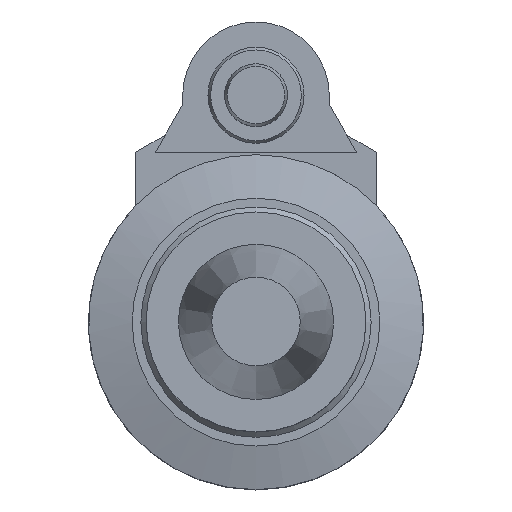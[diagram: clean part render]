
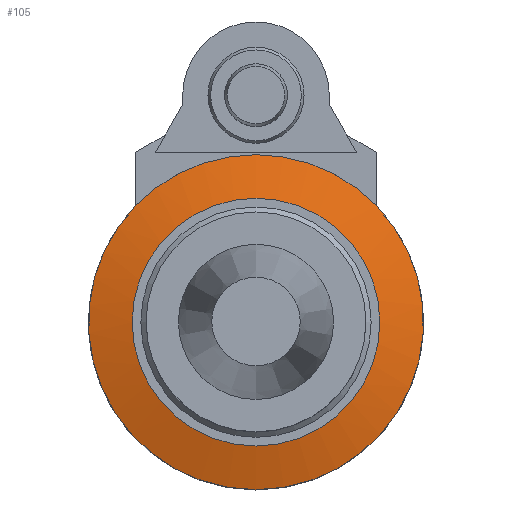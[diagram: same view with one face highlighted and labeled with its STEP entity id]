
A CAD part, top view. The second image highlights one B-rep face of the part: STEP entity #105.
In plain terms, the highlighted conical face has half-angle 75 degrees and reference radius 41.75 mm.
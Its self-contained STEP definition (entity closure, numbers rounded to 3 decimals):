
#105=ADVANCED_FACE('',(#215,#216),#217,.T.);
#215=FACE_BOUND('',#354,.T.);
#216=FACE_BOUND('',#355,.T.);
#217=CONICAL_SURFACE('',#356,41.75,1.309);
#354=EDGE_LOOP('',(#553,#554));
#355=EDGE_LOOP('',(#555));
#356=AXIS2_PLACEMENT_3D('',#556,#557,#558);
#553=ORIENTED_EDGE('',*,*,#746,.F.);
#554=ORIENTED_EDGE('',*,*,#747,.F.);
#555=ORIENTED_EDGE('',*,*,#743,.T.);
#556=CARTESIAN_POINT('',(0.,0.,-44.675));
#557=DIRECTION('',(0.,0.,-1.0));
#558=DIRECTION('',(0.,-1.0,0.));
#743=EDGE_CURVE('',#847,#847,#848,.T.);
#746=EDGE_CURVE('',#853,#854,#855,.T.);
#747=EDGE_CURVE('',#854,#853,#856,.T.);
#847=VERTEX_POINT('',#986);
#848=CIRCLE('',#987,35.5);
#853=VERTEX_POINT('',#992);
#854=VERTEX_POINT('',#993);
#855=CIRCLE('',#994,48.0);
#856=CIRCLE('',#995,48.0);
#986=CARTESIAN_POINT('',(0.,-35.5,-43.));
#987=AXIS2_PLACEMENT_3D('',#1186,#1187,#1188);
#992=CARTESIAN_POINT('',(34.5,33.373,-46.349));
#993=CARTESIAN_POINT('',(-34.5,33.373,-46.349));
#994=AXIS2_PLACEMENT_3D('',#1195,#1196,#1197);
#995=AXIS2_PLACEMENT_3D('',#1198,#1199,#1200);
#1186=CARTESIAN_POINT('',(0.,0.,-43.));
#1187=DIRECTION('',(0.,0.,-1.0));
#1188=DIRECTION('',(0.,-1.0,0.));
#1195=CARTESIAN_POINT('',(0.,0.,-46.349));
#1196=DIRECTION('',(0.,0.,-1.0));
#1197=DIRECTION('',(0.,-1.0,0.));
#1198=CARTESIAN_POINT('',(0.,0.,-46.349));
#1199=DIRECTION('',(0.,0.,-1.0));
#1200=DIRECTION('',(0.,-1.0,0.));
